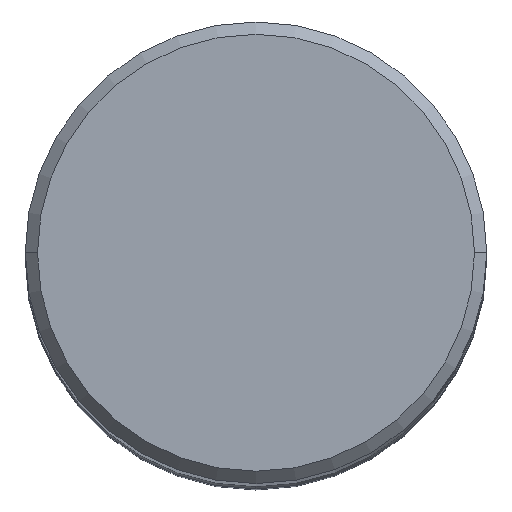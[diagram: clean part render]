
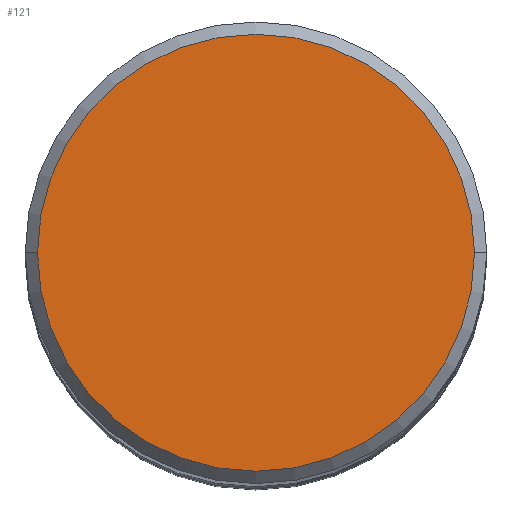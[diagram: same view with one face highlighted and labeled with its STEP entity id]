
A CAD part, top view. The second image highlights one B-rep face of the part: STEP entity #121.
In plain terms, the highlighted planar face has unit normal (0, 0, 1).
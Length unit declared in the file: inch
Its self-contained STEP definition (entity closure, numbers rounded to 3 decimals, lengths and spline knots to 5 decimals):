
#10 = DIRECTION ( 'NONE',  ( 0., 0., 1. ) ) ;
#48 = CARTESIAN_POINT ( 'NONE',  ( 0., 0., 0. ) ) ;
#55 = DIRECTION ( 'NONE',  ( 1., 0., 0. ) ) ;
#57 = CIRCLE ( 'NONE', #284, 0.355 ) ;
#72 = AXIS2_PLACEMENT_3D ( 'NONE', #482, #409, #55 ) ;
#87 = EDGE_LOOP ( 'NONE', ( #392, #232 ) ) ;
#100 = CARTESIAN_POINT ( 'NONE',  ( 0., 0.355, 0. ) ) ;
#121 = ADVANCED_FACE ( 'NONE', ( #139 ), #175, .F. ) ;
#139 = FACE_OUTER_BOUND ( 'NONE', #87, .T. ) ;
#168 = DIRECTION ( 'NONE',  ( 1., 0., 0. ) ) ;
#175 = PLANE ( 'NONE',  #487 ) ;
#187 = CIRCLE ( 'NONE', #72, 0.355 ) ;
#226 = DIRECTION ( 'NONE',  ( 0., 0., -1. ) ) ;
#232 = ORIENTED_EDGE ( 'NONE', *, *, #478, .T. ) ;
#279 = VERTEX_POINT ( 'NONE', #508 ) ;
#284 = AXIS2_PLACEMENT_3D ( 'NONE', #48, #10, #168 ) ;
#392 = ORIENTED_EDGE ( 'NONE', *, *, #489, .T. ) ;
#397 = CARTESIAN_POINT ( 'NONE',  ( -0.355, 0., 0. ) ) ;
#409 = DIRECTION ( 'NONE',  ( 0., 0., 1. ) ) ;
#429 = VERTEX_POINT ( 'NONE', #397 ) ;
#456 = DIRECTION ( 'NONE',  ( -1., 0., 0. ) ) ;
#478 = EDGE_CURVE ( 'NONE', #279, #429, #57, .T. ) ;
#482 = CARTESIAN_POINT ( 'NONE',  ( 0., 0., 0. ) ) ;
#487 = AXIS2_PLACEMENT_3D ( 'NONE', #100, #226, #456 ) ;
#489 = EDGE_CURVE ( 'NONE', #429, #279, #187, .T. ) ;
#508 = CARTESIAN_POINT ( 'NONE',  ( 0.355, 0., 0. ) ) ;
